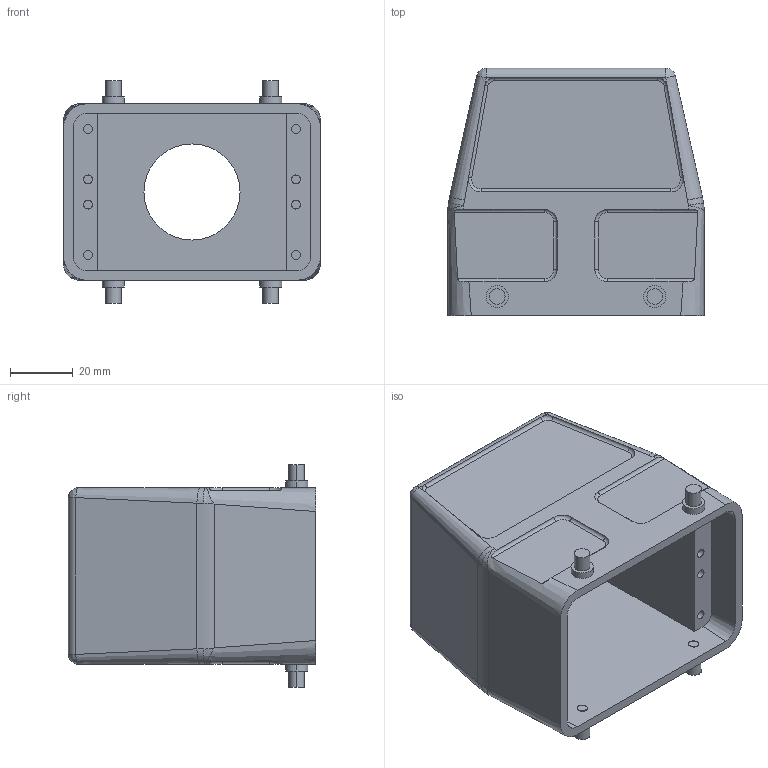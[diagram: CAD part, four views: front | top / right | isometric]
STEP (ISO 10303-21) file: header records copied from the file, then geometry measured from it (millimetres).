
FILE_DESCRIPTION((''),'2;1');
FILE_NAME('D32A-TEH-4G-MPG','2020-04-30T13:09:56',('Administrator'),(''),'CREO PARAMETRIC BY PTC INC, 2018100','CREO PARAMETRIC BY PTC INC, 2018100','');
FILE_SCHEMA(('CONFIG_CONTROL_DESIGN'));
Length unit declared in the file: millimetre
Products named in the file (1): D32A-TEH-4G-MPG
Bounding box: 81.5 x 78.5 x 70.8 mm (x, y, z)
Volume: 102643.8 mm3; surface area: 44582.6 mm2
Topology: 1 solids, 1 shells, 161 faces, 382 edges, 244 vertices
Faces by surface type: cylinder 68, plane 49, cone 16, torus 16, bspline 12
Entity records: 5551 total; most frequent: CARTESIAN_POINT 1804, DIRECTION 780, ORIENTED_EDGE 764, EDGE_CURVE 382, AXIS2_PLACEMENT_3D 309, VERTEX_POINT 244, EDGE_LOOP 184, VECTOR 162
